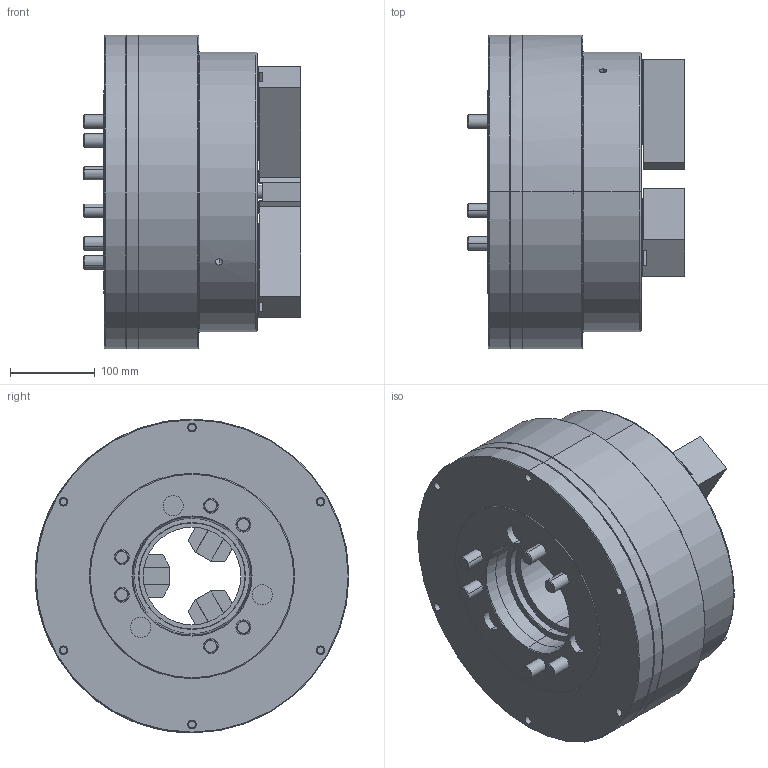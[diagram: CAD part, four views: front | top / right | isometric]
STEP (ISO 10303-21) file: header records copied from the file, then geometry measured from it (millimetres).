
FILE_DESCRIPTION (( 'STEP AP203' ), '1' );
FILE_NAME ('CF-AP-115A8.STEP', '2020-10-30T07:06:01', ( '' ), ( '' ), 'SwSTEP 2.0', 'SolidWorks 2016', '' );
FILE_SCHEMA (( 'CONFIG_CONTROL_DESIGN' ));
Length unit declared in the file: millimetre
Products named in the file (12): 圓頭內六角螺栓_M16x30; CF-AP-115A8-07000; CF-AP-115-0100G; M16x40; CF-AP-115-05000; CF-AP-52-10000; CF-AP-115-06000; CF-AP-115A8; 圓頭內六角螺栓_M10x25; 圓頭內六角螺栓_M10x90; 半圓頭六角孔螺栓_M5x10; SJ-12H
Assembly tree (45 placements, depth 2):
  CF-AP-115A8
    CF-AP-115-0100G
    CF-AP-115-05000
    CF-AP-115-06000
    圓頭內六角螺栓_M10x25  x12
    圓頭內六角螺栓_M10x90  x6
    半圓頭六角孔螺栓_M5x10  x6
    SJ-12H  x3
    圓頭內六角螺栓_M16x30  x6
    CF-AP-115A8-07000
    M16x40  x6
    CF-AP-52-10000  x2
Bounding box: 256.3 x 370 x 370 mm (x, y, z)
Volume: 15342667.1 mm3; surface area: 1251603.3 mm2
Topology: 45 solids, 45 shells, 3177 faces, 8391 edges, 5388 vertices
Faces by surface type: plane 1929, cylinder 902, cone 320, torus 22, sphere 4
Entity records: 40704 total; most frequent: CARTESIAN_POINT 7908, ORIENTED_EDGE 6398, DIRECTION 6339, EDGE_CURVE 3199, AXIS2_PLACEMENT_3D 2166, VERTEX_POINT 2092, LINE 2007, VECTOR 2007
